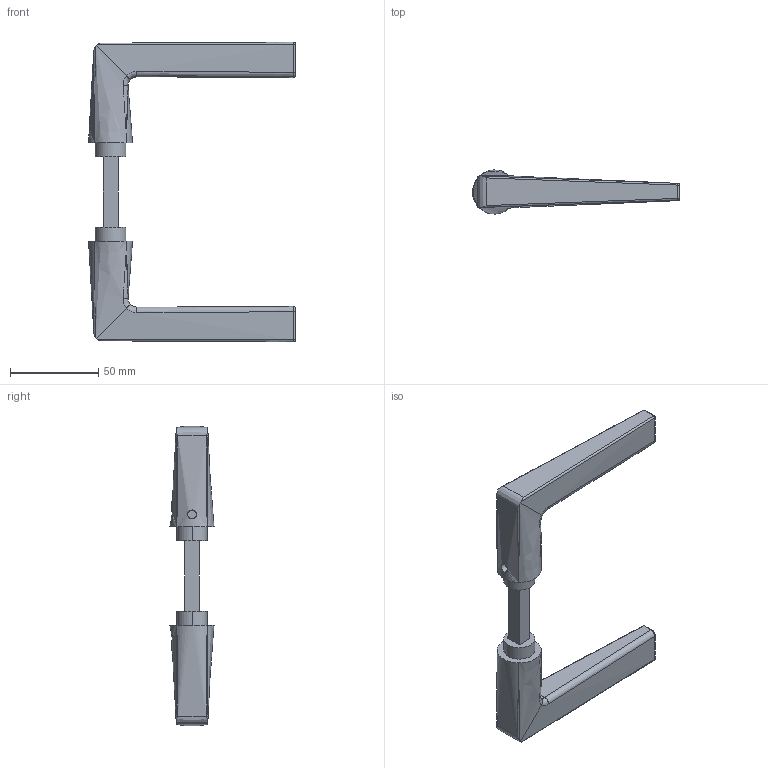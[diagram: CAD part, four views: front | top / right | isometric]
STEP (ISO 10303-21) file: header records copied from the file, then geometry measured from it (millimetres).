
FILE_DESCRIPTION (( 'STEP AP203' ), '1' );
FILE_NAME ('15420.step', '2015-09-17T14:45:29', ( '' ), ( '' ), 'SwSTEP 2.0', 'SolidWorks 2015', '' );
FILE_SCHEMA (( 'CONFIG_CONTROL_DESIGN' ));
Length unit declared in the file: millimetre
Products named in the file (1): 15420
Bounding box: 117.49 x 25 x 169.99 mm (x, y, z)
Volume: 92399 mm3; surface area: 28438.1 mm2
Topology: 3 solids, 3 shells, 438 faces, 1146 edges, 746 vertices
Faces by surface type: plane 232, bspline 188, cylinder 12, sphere 6
Entity records: 22887 total; most frequent: CARTESIAN_POINT 13401, ORIENTED_EDGE 2276, DIRECTION 1298, EDGE_CURVE 1138, VERTEX_POINT 746, LINE 708, VECTOR 708, EDGE_LOOP 480
